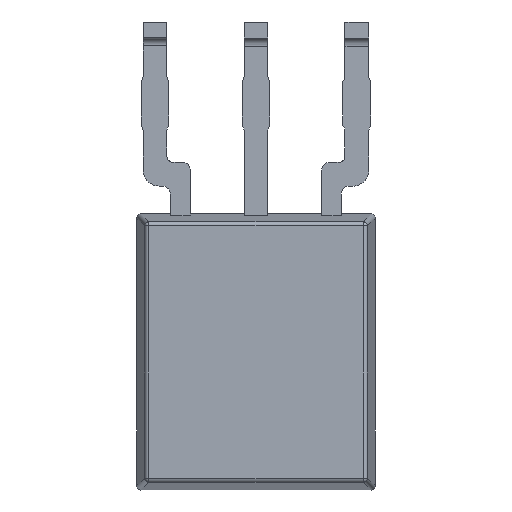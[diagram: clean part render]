
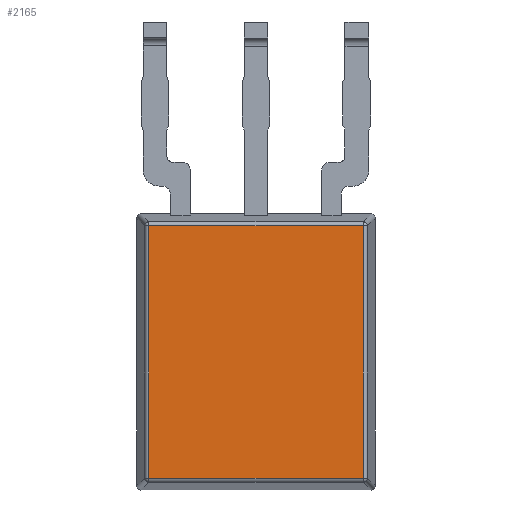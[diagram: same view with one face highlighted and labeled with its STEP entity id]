
A CAD part, front view. The second image highlights one B-rep face of the part: STEP entity #2165.
In plain terms, the highlighted planar face has unit normal (0, -1, 0).
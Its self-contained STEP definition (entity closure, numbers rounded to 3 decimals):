
#66=PLANE('',#2372);
#140=FACE_OUTER_BOUND('',#270,.T.);
#270=EDGE_LOOP('',(#1676,#1677,#1678,#1679));
#495=LINE('',#3609,#706);
#496=LINE('',#3611,#707);
#497=LINE('',#3613,#708);
#498=LINE('',#3614,#709);
#706=VECTOR('',#2857,1000.);
#707=VECTOR('',#2858,1000.);
#708=VECTOR('',#2859,1000.);
#709=VECTOR('',#2860,1000.);
#1051=VERTEX_POINT('',#3607);
#1052=VERTEX_POINT('',#3608);
#1053=VERTEX_POINT('',#3610);
#1054=VERTEX_POINT('',#3612);
#1291=EDGE_CURVE('',#1051,#1052,#495,.T.);
#1292=EDGE_CURVE('',#1052,#1053,#496,.T.);
#1293=EDGE_CURVE('',#1053,#1054,#497,.T.);
#1294=EDGE_CURVE('',#1054,#1051,#498,.T.);
#1676=ORIENTED_EDGE('',*,*,#1291,.T.);
#1677=ORIENTED_EDGE('',*,*,#1292,.T.);
#1678=ORIENTED_EDGE('',*,*,#1293,.T.);
#1679=ORIENTED_EDGE('',*,*,#1294,.T.);
#2165=ADVANCED_FACE('',(#140),#66,.T.);
#2372=AXIS2_PLACEMENT_3D('',#3606,#2855,#2856);
#2855=DIRECTION('center_axis',(0.,-1.,0.));
#2856=DIRECTION('ref_axis',(0.,0.,-1.));
#2857=DIRECTION('',(0.,0.,1.));
#2858=DIRECTION('',(-1.,0.,0.));
#2859=DIRECTION('',(0.,0.,-1.));
#2860=DIRECTION('',(1.,0.,0.));
#3606=CARTESIAN_POINT('Origin',(0.,-1.7,0.));
#3607=CARTESIAN_POINT('',(2.703,-1.7,-3.178));
#3608=CARTESIAN_POINT('',(2.703,-1.7,3.178));
#3609=CARTESIAN_POINT('',(2.703,-1.7,0.));
#3610=CARTESIAN_POINT('',(-2.703,-1.7,3.178));
#3611=CARTESIAN_POINT('',(0.,-1.7,3.178));
#3612=CARTESIAN_POINT('',(-2.703,-1.7,-3.178));
#3613=CARTESIAN_POINT('',(-2.703,-1.7,-3.266));
#3614=CARTESIAN_POINT('',(2.791,-1.7,-3.178));
